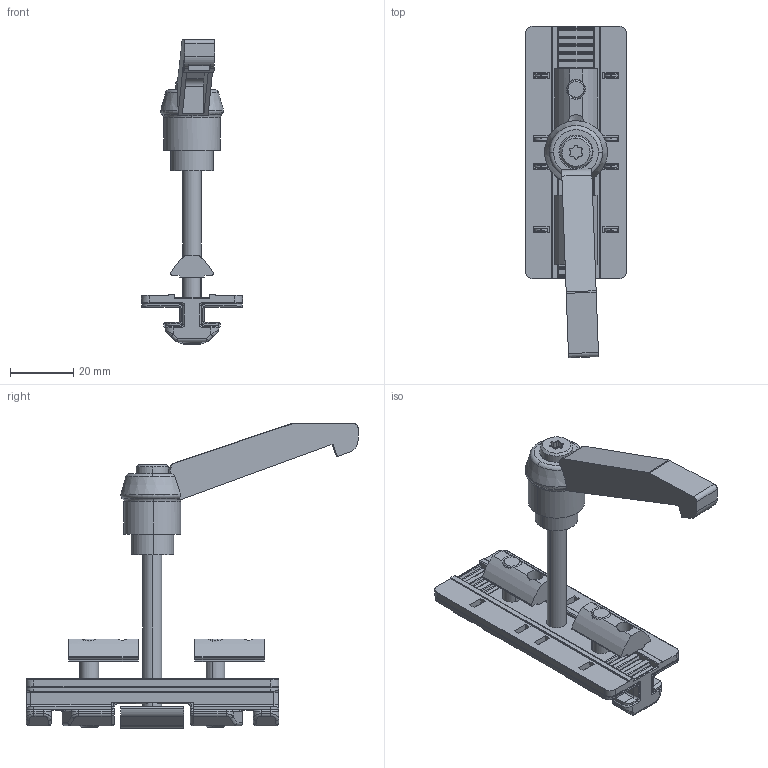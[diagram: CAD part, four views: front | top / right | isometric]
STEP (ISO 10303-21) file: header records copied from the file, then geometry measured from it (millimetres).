
FILE_DESCRIPTION (( 'STEP AP203' ), '1' );
FILE_NAME ('151169.step', '2021-06-03T16:31:06', ( '' ), ( '' ), 'SwSTEP 2.0', 'SolidWorks 2021', '' );
FILE_SCHEMA (( 'CONFIG_CONTROL_DESIGN' ));
Length unit declared in the file: millimetre
Products named in the file (1): 151169
Bounding box: 32 x 105.13 x 96.5 mm (x, y, z)
Volume: 29982.9 mm3; surface area: 28307 mm2
Topology: 11 solids, 12 shells, 757 faces, 1961 edges, 1210 vertices
Faces by surface type: cylinder 303, plane 298, torus 75, cone 33, bspline 28, sphere 20
Entity records: 25071 total; most frequent: CARTESIAN_POINT 6596, DIRECTION 3897, ORIENTED_EDGE 3882, EDGE_CURVE 1941, AXIS2_PLACEMENT_3D 1416, VERTEX_POINT 1210, VECTOR 1065, LINE 1065
